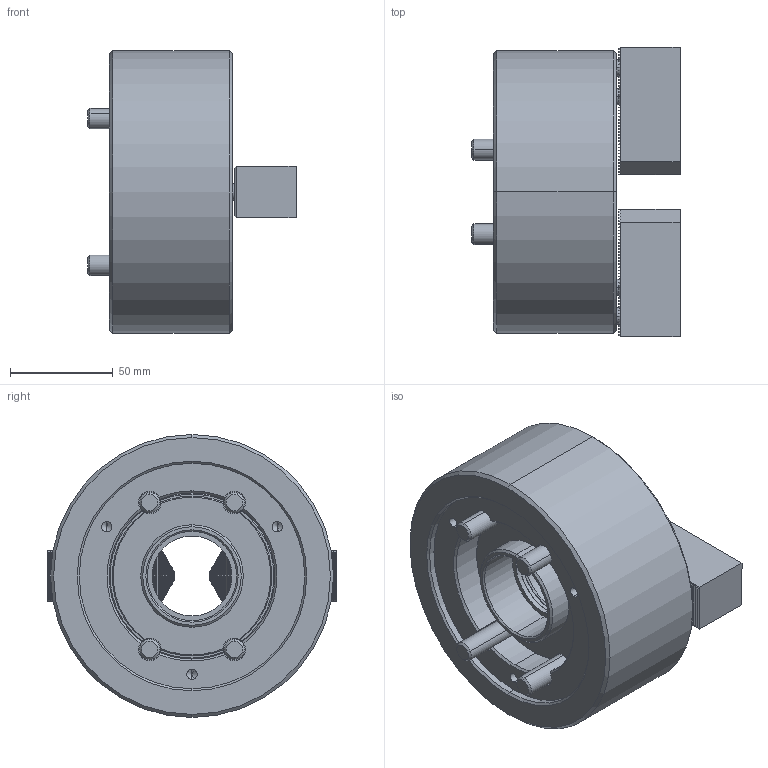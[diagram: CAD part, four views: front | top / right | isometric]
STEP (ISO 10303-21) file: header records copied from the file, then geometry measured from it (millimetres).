
FILE_DESCRIPTION (( 'STEP AP203' ), '1' );
FILE_NAME ('CF-2H-205.STEP', '2019-04-18T00:56:53', ( 'temp' ), ( '' ), 'SwSTEP 2.0', 'SolidWorks 2016', '' );
FILE_SCHEMA (( 'CONFIG_CONTROL_DESIGN' ));
Length unit declared in the file: millimetre
Products named in the file (8): CF-SJ-05; CF-2H-205; CF-2H-205-01000; CF-2H-205-03000; 圓頭內六角螺栓_M10x60; 半圓頭六角孔螺栓_M4x8; 圓頭內六角螺栓_M8x20; CF-2H-205-02000
Assembly tree (17 placements, depth 2):
  CF-2H-205
    CF-2H-205-01000
    CF-2H-205-03000
    圓頭內六角螺栓_M10x60  x4
    半圓頭六角孔螺栓_M4x8  x4
    圓頭內六角螺栓_M8x20  x4
    CF-2H-205-02000
    CF-SJ-05  x2
Bounding box: 101.5 x 140.99 x 138 mm (x, y, z)
Volume: 816846.5 mm3; surface area: 141310.1 mm2
Topology: 17 solids, 17 shells, 931 faces, 2470 edges, 1580 vertices
Faces by surface type: plane 548, cylinder 259, cone 109, torus 15
Entity records: 16355 total; most frequent: CARTESIAN_POINT 3519, ORIENTED_EDGE 2534, DIRECTION 2395, EDGE_CURVE 1267, AXIS2_PLACEMENT_3D 837, VERTEX_POINT 825, LINE 721, VECTOR 721
